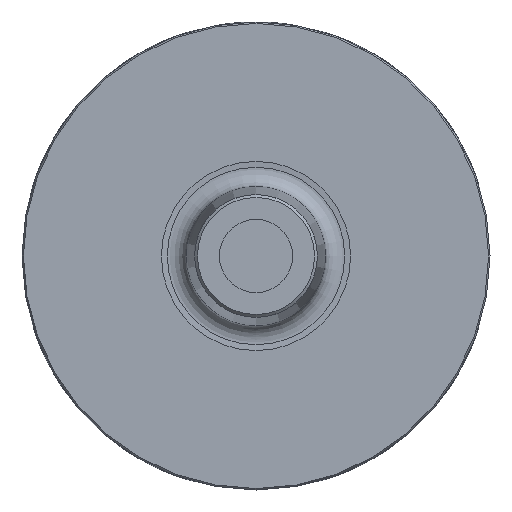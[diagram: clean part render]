
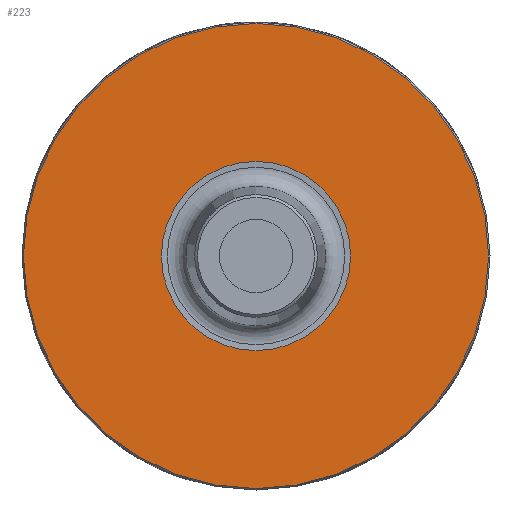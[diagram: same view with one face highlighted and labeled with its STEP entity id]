
A CAD part, left-side view. The second image highlights one B-rep face of the part: STEP entity #223.
In plain terms, the highlighted planar face has unit normal (-1, 0, 0).
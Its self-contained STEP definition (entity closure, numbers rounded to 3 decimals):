
#174=FACE_BOUND('',#328,.T.);
#175=FACE_BOUND('',#329,.T.);
#223=ADVANCED_FACE('',(#174,#175),#249,.F.);
#249=PLANE('',#706);
#328=EDGE_LOOP('',(#470));
#329=EDGE_LOOP('',(#471));
#470=ORIENTED_EDGE('',*,*,#618,.F.);
#471=ORIENTED_EDGE('',*,*,#558,.F.);
#500=VERTEX_POINT('',#1030);
#545=VERTEX_POINT('',#1617);
#558=EDGE_CURVE('',#500,#500,#632,.T.);
#618=EDGE_CURVE('',#545,#545,#642,.T.);
#632=CIRCLE('',#656,39.75);
#642=CIRCLE('',#704,16.174);
#656=AXIS2_PLACEMENT_3D('',#1029,#736,#737);
#704=AXIS2_PLACEMENT_3D('',#1616,#856,#857);
#706=AXIS2_PLACEMENT_3D('',#1619,#860,#861);
#736=DIRECTION('',(1.,0.,0.));
#737=DIRECTION('',(0.,0.,-1.));
#856=DIRECTION('',(-1.,0.,0.));
#857=DIRECTION('',(0.,0.,-1.));
#860=DIRECTION('',(1.,0.,0.));
#861=DIRECTION('',(0.,0.,-1.));
#1029=CARTESIAN_POINT('',(55.,0.,0.));
#1030=CARTESIAN_POINT('',(55.,0.,-39.75));
#1616=CARTESIAN_POINT('',(55.,0.,0.));
#1617=CARTESIAN_POINT('',(55.,0.,-16.174));
#1619=CARTESIAN_POINT('',(55.,39.75,0.));
